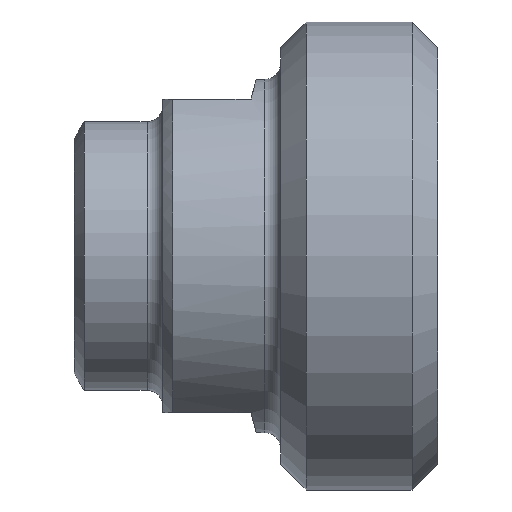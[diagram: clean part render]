
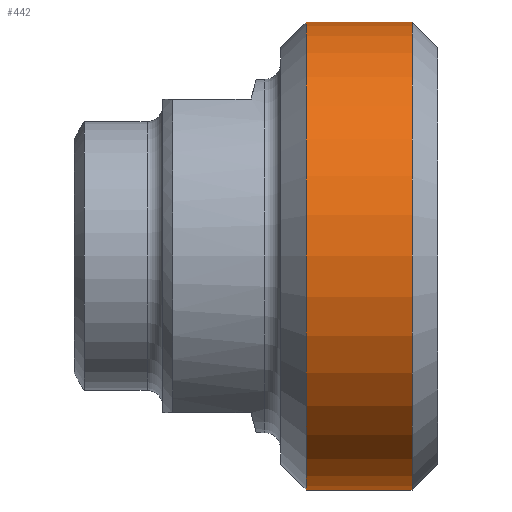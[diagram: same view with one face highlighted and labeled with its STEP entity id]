
A CAD part, front view. The second image highlights one B-rep face of the part: STEP entity #442.
In plain terms, the highlighted cylindrical face has radius 11.925 mm (diameter 23.85 mm), a full revolution.
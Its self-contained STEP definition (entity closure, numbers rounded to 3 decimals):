
#66=CIRCLE('',#524,11.925);
#67=CIRCLE('',#525,11.925);
#68=CIRCLE('',#527,11.925);
#69=CIRCLE('',#528,11.925);
#74=CYLINDRICAL_SURFACE('',#526,11.925);
#102=FACE_OUTER_BOUND('',#134,.T.);
#134=EDGE_LOOP('',(#391,#392,#393,#394,#395,#396));
#154=LINE('',#819,#174);
#174=VECTOR('',#676,11.925);
#217=VERTEX_POINT('',#809);
#218=VERTEX_POINT('',#810);
#219=VERTEX_POINT('',#815);
#220=VERTEX_POINT('',#816);
#275=EDGE_CURVE('',#217,#218,#66,.T.);
#276=EDGE_CURVE('',#218,#217,#67,.T.);
#278=EDGE_CURVE('',#219,#220,#68,.T.);
#279=EDGE_CURVE('',#220,#219,#69,.T.);
#280=EDGE_CURVE('',#220,#218,#154,.T.);
#391=ORIENTED_EDGE('',*,*,#278,.F.);
#392=ORIENTED_EDGE('',*,*,#279,.F.);
#393=ORIENTED_EDGE('',*,*,#280,.T.);
#394=ORIENTED_EDGE('',*,*,#275,.F.);
#395=ORIENTED_EDGE('',*,*,#276,.F.);
#396=ORIENTED_EDGE('',*,*,#280,.F.);
#442=ADVANCED_FACE('',(#102),#74,.T.);
#524=AXIS2_PLACEMENT_3D('',#811,#665,#666);
#525=AXIS2_PLACEMENT_3D('',#812,#667,#668);
#526=AXIS2_PLACEMENT_3D('',#814,#670,#671);
#527=AXIS2_PLACEMENT_3D('',#817,#672,#673);
#528=AXIS2_PLACEMENT_3D('',#818,#674,#675);
#665=DIRECTION('center_axis',(-1.,0.,0.));
#666=DIRECTION('ref_axis',(0.,-1.,0.));
#667=DIRECTION('center_axis',(-1.,0.,0.));
#668=DIRECTION('ref_axis',(0.,-1.,0.));
#670=DIRECTION('center_axis',(1.,0.,0.));
#671=DIRECTION('ref_axis',(0.,1.,0.));
#672=DIRECTION('center_axis',(1.,0.,0.));
#673=DIRECTION('ref_axis',(0.,-1.,0.));
#674=DIRECTION('center_axis',(1.,0.,0.));
#675=DIRECTION('ref_axis',(0.,-1.,0.));
#676=DIRECTION('',(-1.,0.,0.));
#809=CARTESIAN_POINT('',(-6.7,11.925,0.));
#810=CARTESIAN_POINT('',(-6.7,-11.925,0.));
#811=CARTESIAN_POINT('Origin',(-6.7,0.,0.));
#812=CARTESIAN_POINT('Origin',(-6.7,0.,0.));
#814=CARTESIAN_POINT('Origin',(-4.,0.,0.));
#815=CARTESIAN_POINT('',(-1.3,11.925,0.));
#816=CARTESIAN_POINT('',(-1.3,-11.925,0.));
#817=CARTESIAN_POINT('Origin',(-1.3,0.,0.));
#818=CARTESIAN_POINT('Origin',(-1.3,0.,0.));
#819=CARTESIAN_POINT('',(-4.,-11.925,0.));
